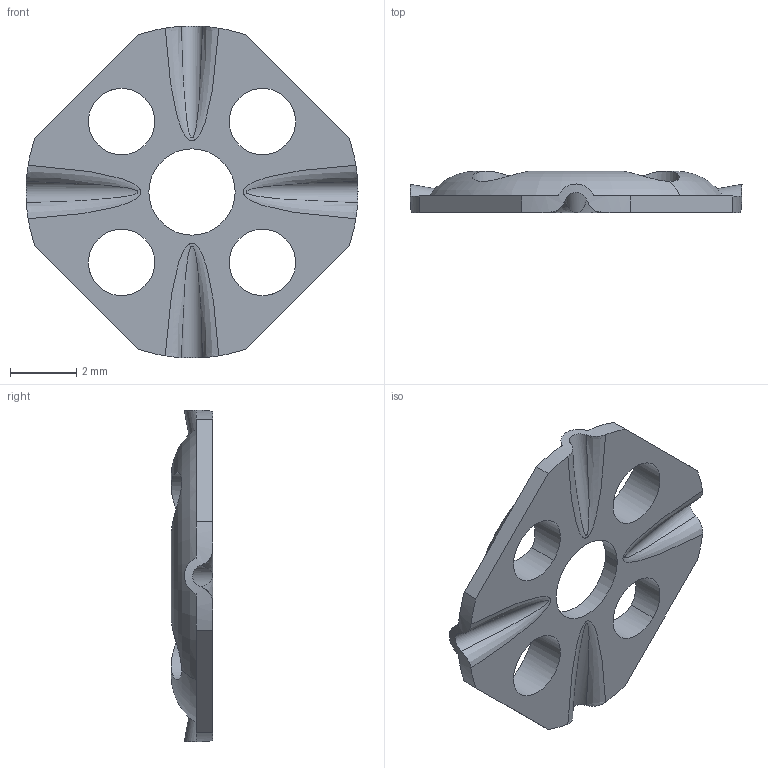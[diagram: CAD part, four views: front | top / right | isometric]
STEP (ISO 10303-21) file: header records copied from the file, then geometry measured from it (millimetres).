
FILE_DESCRIPTION(('Creo Elements/Direct Modeling STEP Export'),'2;1');
FILE_NAME('Head-Clamp-monolith-cap-lock-V4b.stp','2016-06-15T17:15:45',(''),(''),'PTC Creo Elements/Direct Modeling STEP processor for AP214 (Solid Model)','PTC Creo Elements/Direct Modeling 19.0C 15-Aug-2015 (C) Parametric Technology GmbH','');
FILE_SCHEMA(('AUTOMOTIVE_DESIGN { 1 0 10303 214 1 1 1 1 }'));
Length unit declared in the file: millimetre
Products named in the file (2): Head-Clamp-monolith-cap-lock
Assembly tree (1 placements, depth 2):
  Head-Clamp-monolith-cap-lock
    Head-Clamp-monolith-cap-lock
Bounding box: 10 x 1.25 x 10 mm (x, y, z)
Volume: 45.3 mm3; surface area: 168 mm2
Topology: 1 solids, 1 shells, 38 faces, 110 edges, 72 vertices
Faces by surface type: cylinder 22, plane 10, bspline 4, torus 2
Entity records: 10200 total; most frequent: CARTESIAN_POINT 9211, ORIENTED_EDGE 220, DIRECTION 162, EDGE_CURVE 110, VERTEX_POINT 72, AXIS2_PLACEMENT_3D 68, EDGE_LOOP 46, FACE_OUTER_BOUND 38
